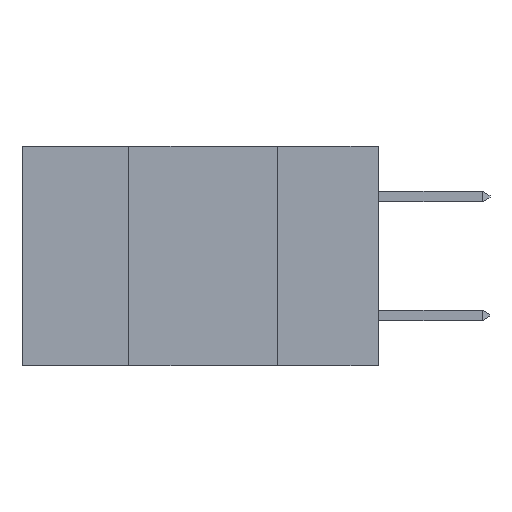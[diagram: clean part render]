
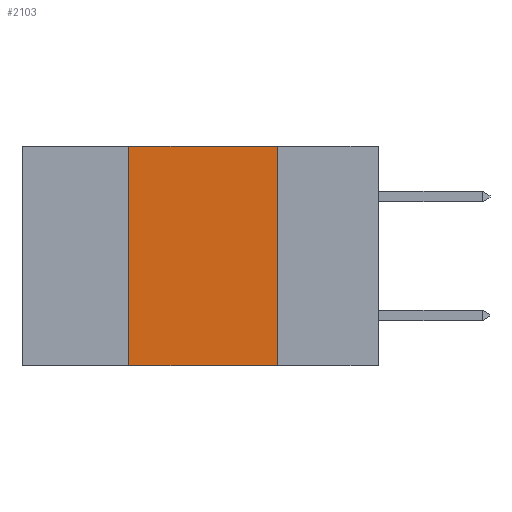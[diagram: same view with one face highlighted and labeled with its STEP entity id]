
A CAD part, left-side view. The second image highlights one B-rep face of the part: STEP entity #2103.
In plain terms, the highlighted planar face has unit normal (-1, 0, 0).
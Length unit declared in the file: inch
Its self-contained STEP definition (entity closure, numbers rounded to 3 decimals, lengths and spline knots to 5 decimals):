
#1 = LINE ( 'NONE', #9809, #385 ) ;
#290 = ORIENTED_EDGE ( 'NONE', *, *, #3926, .T. ) ;
#385 = VECTOR ( 'NONE', #9864, 39.37008 ) ;
#445 = CARTESIAN_POINT ( 'NONE',  ( 0., 0.42, -0.37 ) ) ;
#521 = LINE ( 'NONE', #6546, #9869 ) ;
#1594 = EDGE_CURVE ( 'NONE', #7923, #1600, #1, .T. ) ;
#1600 = VERTEX_POINT ( 'NONE', #9103 ) ;
#1870 = VECTOR ( 'NONE', #11647, 39.37008 ) ;
#2103 = ADVANCED_FACE ( 'NONE', ( #7768 ), #9734, .F. ) ;
#3112 = ORIENTED_EDGE ( 'NONE', *, *, #7192, .F. ) ;
#3926 = EDGE_CURVE ( 'NONE', #11944, #5856, #5398, .T. ) ;
#5363 = DIRECTION ( 'NONE',  ( 0., 0., -1. ) ) ;
#5398 = LINE ( 'NONE', #10215, #1870 ) ;
#5856 = VERTEX_POINT ( 'NONE', #9672 ) ;
#6546 = CARTESIAN_POINT ( 'NONE',  ( 0., 0.42, 0. ) ) ;
#7028 = EDGE_LOOP ( 'NONE', ( #13515, #8853, #3112, #290 ) ) ;
#7192 = EDGE_CURVE ( 'NONE', #11944, #7923, #521, .T. ) ;
#7768 = FACE_OUTER_BOUND ( 'NONE', #7028, .T. ) ;
#7788 = DIRECTION ( 'NONE',  ( 0., 0., 1. ) ) ;
#7923 = VERTEX_POINT ( 'NONE', #9768 ) ;
#8853 = ORIENTED_EDGE ( 'NONE', *, *, #1594, .F. ) ;
#9103 = CARTESIAN_POINT ( 'NONE',  ( 0., 0.17, 0. ) ) ;
#9272 = EDGE_CURVE ( 'NONE', #1600, #5856, #12027, .T. ) ;
#9552 = DIRECTION ( 'NONE',  ( 0., 0., -1. ) ) ;
#9672 = CARTESIAN_POINT ( 'NONE',  ( 0., 0.17, -0.37 ) ) ;
#9734 = PLANE ( 'NONE',  #11964 ) ;
#9768 = CARTESIAN_POINT ( 'NONE',  ( 0., 0.42, 0. ) ) ;
#9809 = CARTESIAN_POINT ( 'NONE',  ( 0., 0.6, 0. ) ) ;
#9864 = DIRECTION ( 'NONE',  ( 0., -1., 0. ) ) ;
#9869 = VECTOR ( 'NONE', #7788, 39.37008 ) ;
#10023 = CARTESIAN_POINT ( 'NONE',  ( 0., 0.6, 0. ) ) ;
#10215 = CARTESIAN_POINT ( 'NONE',  ( 0., 0.6, -0.37 ) ) ;
#11629 = VECTOR ( 'NONE', #5363, 39.37008 ) ;
#11647 = DIRECTION ( 'NONE',  ( 0., -1., 0. ) ) ;
#11944 = VERTEX_POINT ( 'NONE', #445 ) ;
#11964 = AXIS2_PLACEMENT_3D ( 'NONE', #10023, #13717, #9552 ) ;
#12027 = LINE ( 'NONE', #15434, #11629 ) ;
#13515 = ORIENTED_EDGE ( 'NONE', *, *, #9272, .F. ) ;
#13717 = DIRECTION ( 'NONE',  ( 1., 0., 0. ) ) ;
#15434 = CARTESIAN_POINT ( 'NONE',  ( 0., 0.17, 0. ) ) ;
